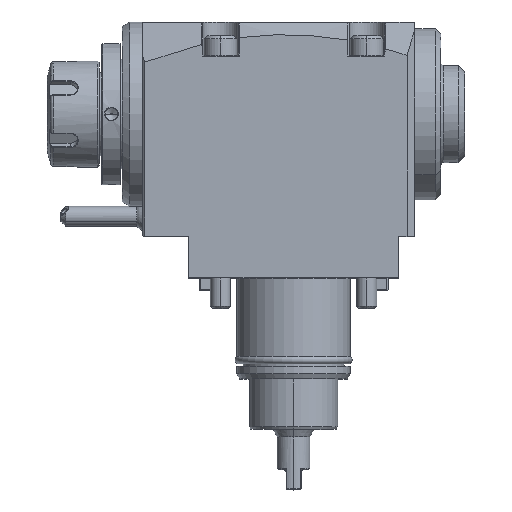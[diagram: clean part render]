
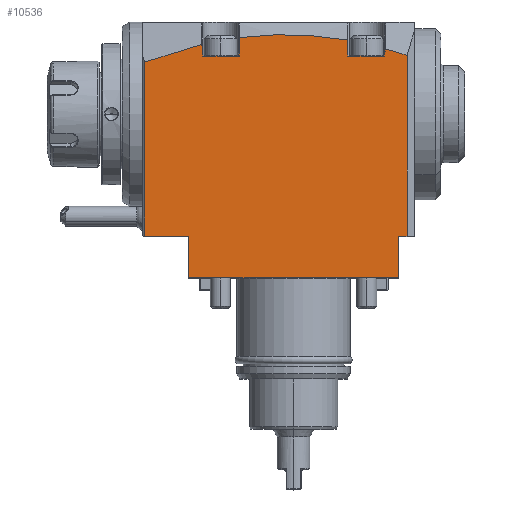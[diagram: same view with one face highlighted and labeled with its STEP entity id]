
A CAD part, top view. The second image highlights one B-rep face of the part: STEP entity #10536.
In plain terms, the highlighted planar face has unit normal (0, 0, 1).
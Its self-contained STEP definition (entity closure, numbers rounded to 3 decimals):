
#10=DIRECTION('',(-1.,0.,0.));
#11=VECTOR('',#10,14.5);
#12=CARTESIAN_POINT('',(38.5,88.,37.5));
#13=LINE('',#12,#11);
#395=DIRECTION('',(-1.,0.,0.));
#396=VECTOR('',#395,83.);
#397=CARTESIAN_POINT('',(101.5,0.,37.5));
#398=LINE('',#397,#396);
#748=CARTESIAN_POINT('',(1.,85.562,37.5));
#757=DIRECTION('',(0.,1.,0.));
#758=VECTOR('',#757,0.5);
#759=CARTESIAN_POINT('',(1.,16.5,37.5));
#760=LINE('',#759,#758);
#765=DIRECTION('',(-1.,0.,0.));
#766=VECTOR('',#765,3.5);
#767=CARTESIAN_POINT('',(105.,16.5,37.5));
#768=LINE('',#767,#766);
#769=DIRECTION('',(0.,1.,0.));
#770=VECTOR('',#769,16.5);
#771=CARTESIAN_POINT('',(101.5,0.,37.5));
#772=LINE('',#771,#770);
#773=DIRECTION('',(0.,1.,0.));
#774=VECTOR('',#773,16.5);
#775=CARTESIAN_POINT('',(18.5,0.,37.5));
#776=LINE('',#775,#774);
#777=DIRECTION('',(1.,0.,0.));
#778=VECTOR('',#777,17.5);
#779=CARTESIAN_POINT('',(1.,16.5,37.5));
#780=LINE('',#779,#778);
#781=DIRECTION('',(0.,1.,0.));
#782=VECTOR('',#781,68.562);
#783=CARTESIAN_POINT('',(1.,17.,37.5));
#784=LINE('',#783,#782);
#785=CARTESIAN_POINT('',(23.47,92.601,37.5));
#786=CARTESIAN_POINT('',(15.807,90.81,37.5));
#787=CARTESIAN_POINT('',(8.324,88.441,37.5));
#788=CARTESIAN_POINT('',(1.,85.562,37.5));
#790=DIRECTION('',(-0.265,0.964,0.));
#791=VECTOR('',#790,2.);
#792=CARTESIAN_POINT('',(24.,90.673,37.5));
#793=LINE('',#792,#791);
#794=DIRECTION('',(0.,-1.,0.));
#795=VECTOR('',#794,2.673);
#796=CARTESIAN_POINT('',(24.,90.673,37.5));
#797=LINE('',#796,#795);
#798=DIRECTION('',(0.,-1.,0.));
#799=VECTOR('',#798,7.317);
#800=CARTESIAN_POINT('',(38.5,95.317,37.5));
#801=LINE('',#800,#799);
#802=CARTESIAN_POINT('',(38.5,95.317,37.5));
#803=CARTESIAN_POINT('',(45.692,96.235,37.5));
#804=CARTESIAN_POINT('',(60.05,96.978,37.5));
#805=CARTESIAN_POINT('',(74.358,95.558,37.5));
#806=CARTESIAN_POINT('',(81.5,94.311,37.5));
#808=DIRECTION('',(0.,1.,0.));
#809=VECTOR('',#808,6.311);
#810=CARTESIAN_POINT('',(81.5,88.,37.5));
#811=LINE('',#810,#809);
#812=DIRECTION('',(0.,-1.,0.));
#813=VECTOR('',#812,0.962);
#814=CARTESIAN_POINT('',(96.,88.962,37.5));
#815=LINE('',#814,#813);
#816=DIRECTION('',(-0.268,-0.963,0.));
#817=VECTOR('',#816,2.);
#818=CARTESIAN_POINT('',(96.536,90.889,37.5));
#819=LINE('',#818,#817);
#820=CARTESIAN_POINT('',(96.536,90.889,37.5));
#821=CARTESIAN_POINT('',(99.382,90.09,37.5));
#822=CARTESIAN_POINT('',(102.203,89.212,37.5));
#823=CARTESIAN_POINT('',(105.,88.259,37.5));
#833=DIRECTION('',(0.,1.,0.));
#834=VECTOR('',#833,71.759);
#835=CARTESIAN_POINT('',(105.,16.5,37.5));
#836=LINE('',#835,#834);
#840=CARTESIAN_POINT('',(105.,88.259,37.5));
#1060=CARTESIAN_POINT('',(38.5,95.317,37.5));
#1119=DIRECTION('',(-1.,0.,0.));
#1120=VECTOR('',#1119,14.5);
#1121=CARTESIAN_POINT('',(96.,88.,37.5));
#1122=LINE('',#1121,#1120);
#8253=CARTESIAN_POINT('',(96.,88.,37.5));
#8254=VERTEX_POINT('',#8253);
#8255=CARTESIAN_POINT('',(24.,88.,37.5));
#8256=VERTEX_POINT('',#8255);
#8262=VERTEX_POINT('',#840);
#8265=VERTEX_POINT('',#748);
#8285=CARTESIAN_POINT('',(24.,90.673,37.5));
#8286=CARTESIAN_POINT('',(23.47,92.601,37.5));
#8287=VERTEX_POINT('',#8285);
#8288=VERTEX_POINT('',#8286);
#8289=CARTESIAN_POINT('',(96.536,90.889,37.5));
#8290=VERTEX_POINT('',#8289);
#8292=VERTEX_POINT('',#1060);
#8293=CARTESIAN_POINT('',(38.5,88.,37.5));
#8294=VERTEX_POINT('',#8293);
#8317=VERTEX_POINT('',#806);
#8325=CARTESIAN_POINT('',(81.5,88.,37.5));
#8327=VERTEX_POINT('',#8325);
#8340=CARTESIAN_POINT('',(96.,88.962,37.5));
#8341=VERTEX_POINT('',#8340);
#9249=CARTESIAN_POINT('',(101.5,0.,37.5));
#9251=VERTEX_POINT('',#9249);
#9253=CARTESIAN_POINT('',(18.5,0.,37.5));
#9255=VERTEX_POINT('',#9253);
#9256=CARTESIAN_POINT('',(105.,16.5,37.5));
#9257=CARTESIAN_POINT('',(101.5,16.5,37.5));
#9258=VERTEX_POINT('',#9256);
#9259=VERTEX_POINT('',#9257);
#9260=CARTESIAN_POINT('',(18.5,16.5,37.5));
#9261=VERTEX_POINT('',#9260);
#9262=CARTESIAN_POINT('',(1.,16.5,37.5));
#9263=VERTEX_POINT('',#9262);
#9308=CARTESIAN_POINT('',(1.,17.,37.5));
#9310=VERTEX_POINT('',#9308);
#10500=CARTESIAN_POINT('',(0.,101.5,37.5));
#10501=DIRECTION('',(0.,0.,1.));
#10502=DIRECTION('',(0.,-1.,0.));
#10503=AXIS2_PLACEMENT_3D('',#10500,#10501,#10502);
#10504=PLANE('',#10503);
#10506=ORIENTED_EDGE('',*,*,#10505,.F.);
#10508=ORIENTED_EDGE('',*,*,#10507,.T.);
#10510=ORIENTED_EDGE('',*,*,#10509,.F.);
#10511=ORIENTED_EDGE('',*,*,#9870,.T.);
#10512=ORIENTED_EDGE('',*,*,#10154,.T.);
#10513=ORIENTED_EDGE('',*,*,#10178,.F.);
#10514=ORIENTED_EDGE('',*,*,#10494,.T.);
#10515=ORIENTED_EDGE('',*,*,#10471,.T.);
#10516=ORIENTED_EDGE('',*,*,#10452,.F.);
#10517=ORIENTED_EDGE('',*,*,#9557,.F.);
#10518=ORIENTED_EDGE('',*,*,#9544,.T.);
#10519=ORIENTED_EDGE('',*,*,#9482,.F.);
#10521=ORIENTED_EDGE('',*,*,#10520,.F.);
#10523=ORIENTED_EDGE('',*,*,#10522,.T.);
#10525=ORIENTED_EDGE('',*,*,#10524,.F.);
#10527=ORIENTED_EDGE('',*,*,#10526,.F.);
#10529=ORIENTED_EDGE('',*,*,#10528,.F.);
#10531=ORIENTED_EDGE('',*,*,#10530,.F.);
#10533=ORIENTED_EDGE('',*,*,#10532,.T.);
#10534=EDGE_LOOP('',(#10506,#10508,#10510,#10511,#10512,#10513,#10514,#10515,
#10516,#10517,#10518,#10519,#10521,#10523,#10525,#10527,#10529,#10531,#10533));
#10535=FACE_OUTER_BOUND('',#10534,.F.);
#789=B_SPLINE_CURVE_WITH_KNOTS('',3,(#785,#786,#787,#788),.UNSPECIFIED.,.F.,.F.,
(4,4),(0.,1.),.UNSPECIFIED.);
#807=B_SPLINE_CURVE_WITH_KNOTS('',3,(#802,#803,#804,#805,#806),.UNSPECIFIED.,
.F.,.F.,(4,1,4),(0.,0.5,1.),.UNSPECIFIED.);
#824=B_SPLINE_CURVE_WITH_KNOTS('',3,(#820,#821,#822,#823),.UNSPECIFIED.,.F.,.F.,
(4,4),(0.,1.),.UNSPECIFIED.);
#9482=EDGE_CURVE('',#8294,#8256,#13,.T.);
#9544=EDGE_CURVE('',#8287,#8256,#797,.T.);
#9557=EDGE_CURVE('',#8287,#8288,#793,.T.);
#9870=EDGE_CURVE('',#9251,#9255,#398,.T.);
#10154=EDGE_CURVE('',#9255,#9261,#776,.T.);
#10178=EDGE_CURVE('',#9263,#9261,#780,.T.);
#10452=EDGE_CURVE('',#8288,#8265,#789,.T.);
#10471=EDGE_CURVE('',#9310,#8265,#784,.T.);
#10494=EDGE_CURVE('',#9263,#9310,#760,.T.);
#10505=EDGE_CURVE('',#9258,#8262,#836,.T.);
#10507=EDGE_CURVE('',#9258,#9259,#768,.T.);
#10509=EDGE_CURVE('',#9251,#9259,#772,.T.);
#10520=EDGE_CURVE('',#8292,#8294,#801,.T.);
#10522=EDGE_CURVE('',#8292,#8317,#807,.T.);
#10524=EDGE_CURVE('',#8327,#8317,#811,.T.);
#10526=EDGE_CURVE('',#8254,#8327,#1122,.T.);
#10528=EDGE_CURVE('',#8341,#8254,#815,.T.);
#10530=EDGE_CURVE('',#8290,#8341,#819,.T.);
#10532=EDGE_CURVE('',#8290,#8262,#824,.T.);
#10536=ADVANCED_FACE('',(#10535),#10504,.T.);
